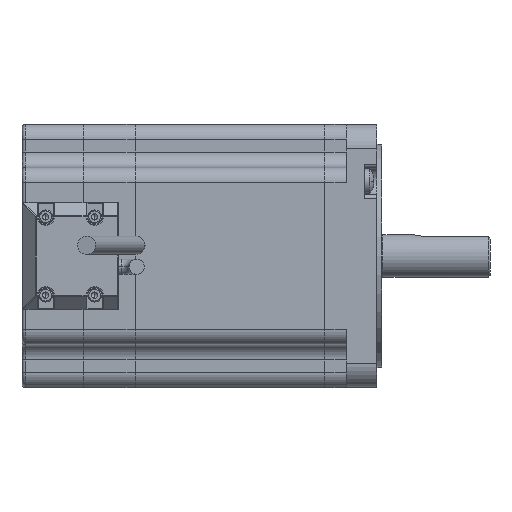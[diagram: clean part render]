
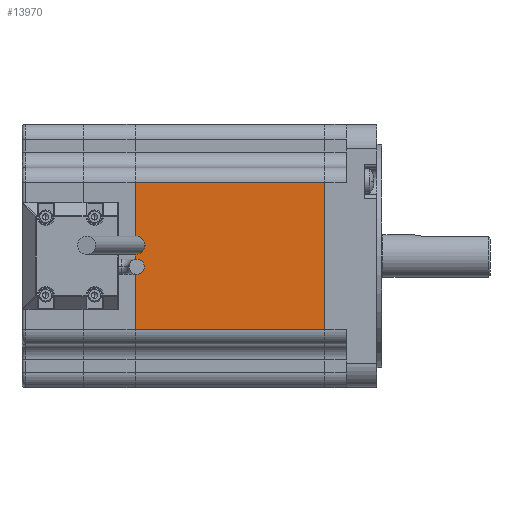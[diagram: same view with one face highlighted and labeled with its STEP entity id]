
A CAD part, left-side view. The second image highlights one B-rep face of the part: STEP entity #13970.
In plain terms, the highlighted planar face has unit normal (-1, 0, 0).
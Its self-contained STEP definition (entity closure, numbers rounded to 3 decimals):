
#213 = EDGE_CURVE ( 'NONE', #8404, #17872, #17026, .T. ) ;
#1550 = CARTESIAN_POINT ( 'NONE',  ( -43., 62., -24. ) ) ;
#1734 = CARTESIAN_POINT ( 'NONE',  ( -43., 0., 24. ) ) ;
#2895 = ORIENTED_EDGE ( 'NONE', *, *, #213, .F. ) ;
#3410 = DIRECTION ( 'NONE',  ( 1., 0., 0. ) ) ;
#3701 = CARTESIAN_POINT ( 'NONE',  ( -43., 62., 43. ) ) ;
#4107 = VECTOR ( 'NONE', #11664, 1000. ) ;
#4801 = CARTESIAN_POINT ( 'NONE',  ( -43., 0., -24. ) ) ;
#5065 = PLANE ( 'NONE',  #13929 ) ;
#6018 = CARTESIAN_POINT ( 'NONE',  ( -43., 62., 24. ) ) ;
#6405 = ORIENTED_EDGE ( 'NONE', *, *, #15286, .F. ) ;
#7021 = LINE ( 'NONE', #7129, #17212 ) ;
#7129 = CARTESIAN_POINT ( 'NONE',  ( -43., 0., 43. ) ) ;
#7151 = CARTESIAN_POINT ( 'NONE',  ( -43., 42., -24. ) ) ;
#8404 = VERTEX_POINT ( 'NONE', #4801 ) ;
#8474 = DIRECTION ( 'NONE',  ( 0., 0., 1. ) ) ;
#10535 = LINE ( 'NONE', #3701, #14672 ) ;
#11664 = DIRECTION ( 'NONE',  ( 0., 1., 0. ) ) ;
#11764 = EDGE_CURVE ( 'NONE', #18475, #14234, #13977, .T. ) ;
#12502 = EDGE_LOOP ( 'NONE', ( #6405, #2895, #18329, #15157 ) ) ;
#12559 = CARTESIAN_POINT ( 'NONE',  ( -43., 0., 24. ) ) ;
#13723 = DIRECTION ( 'NONE',  ( 0., 0., -1. ) ) ;
#13779 = DIRECTION ( 'NONE',  ( 0., 0., -1. ) ) ;
#13929 = AXIS2_PLACEMENT_3D ( 'NONE', #18486, #3410, #13779 ) ;
#13970 = ADVANCED_FACE ( 'NONE', ( #15392 ), #5065, .F. ) ;
#13977 = LINE ( 'NONE', #12559, #16926 ) ;
#14234 = VERTEX_POINT ( 'NONE', #1734 ) ;
#14672 = VECTOR ( 'NONE', #8474, 1000. ) ;
#15157 = ORIENTED_EDGE ( 'NONE', *, *, #11764, .F. ) ;
#15286 = EDGE_CURVE ( 'NONE', #17872, #18475, #10535, .T. ) ;
#15392 = FACE_OUTER_BOUND ( 'NONE', #12502, .T. ) ;
#16926 = VECTOR ( 'NONE', #17044, 1000. ) ;
#17026 = LINE ( 'NONE', #7151, #4107 ) ;
#17044 = DIRECTION ( 'NONE',  ( 0., -1., 0. ) ) ;
#17212 = VECTOR ( 'NONE', #13723, 1000. ) ;
#17872 = VERTEX_POINT ( 'NONE', #1550 ) ;
#18329 = ORIENTED_EDGE ( 'NONE', *, *, #19295, .F. ) ;
#18475 = VERTEX_POINT ( 'NONE', #6018 ) ;
#18486 = CARTESIAN_POINT ( 'NONE',  ( -43., 42., 43. ) ) ;
#19295 = EDGE_CURVE ( 'NONE', #14234, #8404, #7021, .T. ) ;
